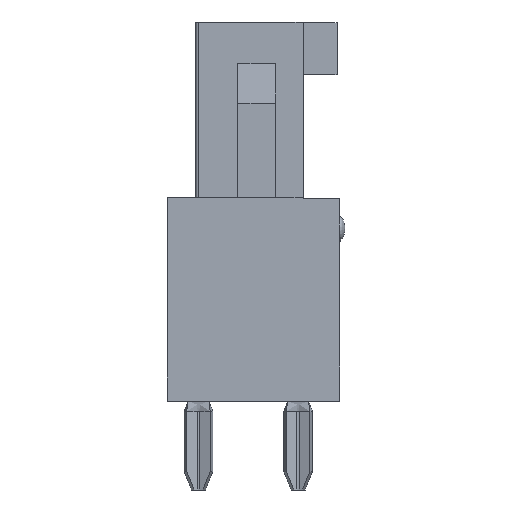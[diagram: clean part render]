
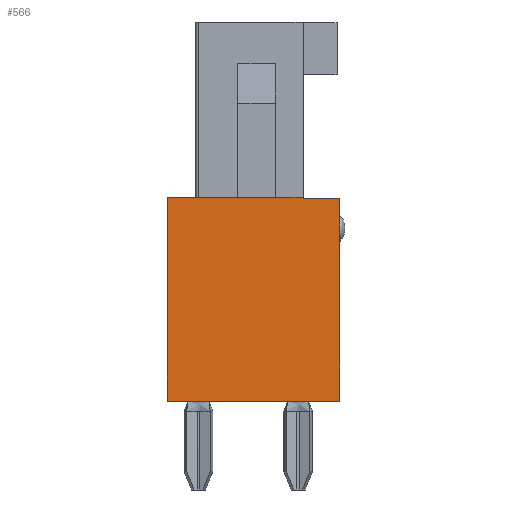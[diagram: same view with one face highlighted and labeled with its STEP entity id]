
A CAD part, left-side view. The second image highlights one B-rep face of the part: STEP entity #566.
In plain terms, the highlighted planar face has unit normal (-1, 0, 0).
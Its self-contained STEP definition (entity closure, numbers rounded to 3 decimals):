
#566 = ADVANCED_FACE( '', ( #1259 ), #1260, .F. );
#1259 = FACE_OUTER_BOUND( '', #2123, .T. );
#1260 = PLANE( '', #2124 );
#2123 = EDGE_LOOP( '', ( #3823, #3824, #3825, #3826, #3827, #3828, #3829, #3830, #3831, #3832, #3833, #3834 ) );
#2124 = AXIS2_PLACEMENT_3D( '', #3835, #3836, #3837 );
#3823 = ORIENTED_EDGE( '', *, *, #5762, .F. );
#3824 = ORIENTED_EDGE( '', *, *, #5865, .T. );
#3825 = ORIENTED_EDGE( '', *, *, #5866, .F. );
#3826 = ORIENTED_EDGE( '', *, *, #5867, .T. );
#3827 = ORIENTED_EDGE( '', *, *, #5868, .F. );
#3828 = ORIENTED_EDGE( '', *, *, #5625, .F. );
#3829 = ORIENTED_EDGE( '', *, *, #5869, .F. );
#3830 = ORIENTED_EDGE( '', *, *, #5870, .F. );
#3831 = ORIENTED_EDGE( '', *, *, #5871, .F. );
#3832 = ORIENTED_EDGE( '', *, *, #5872, .F. );
#3833 = ORIENTED_EDGE( '', *, *, #5789, .F. );
#3834 = ORIENTED_EDGE( '', *, *, #5733, .F. );
#3835 = CARTESIAN_POINT( '', ( -4.205, 0., 0. ) );
#3836 = DIRECTION( '', ( 1., 0., 0. ) );
#3837 = DIRECTION( '', ( 0., 0., -1. ) );
#5625 = EDGE_CURVE( '', #6879, #6880, #6881, .T. );
#5733 = EDGE_CURVE( '', #7050, #7052, #7053, .T. );
#5762 = EDGE_CURVE( '', #7094, #7050, #7096, .T. );
#5789 = EDGE_CURVE( '', #7052, #7140, #7141, .T. );
#5865 = EDGE_CURVE( '', #7094, #7255, #7256, .F. );
#5866 = EDGE_CURVE( '', #7257, #7255, #7258, .T. );
#5867 = EDGE_CURVE( '', #7257, #7259, #7260, .F. );
#5868 = EDGE_CURVE( '', #6880, #7259, #7261, .T. );
#5869 = EDGE_CURVE( '', #7262, #6879, #7263, .T. );
#5870 = EDGE_CURVE( '', #7264, #7262, #7265, .T. );
#5871 = EDGE_CURVE( '', #7266, #7264, #7267, .T. );
#5872 = EDGE_CURVE( '', #7140, #7266, #7268, .T. );
#6879 = VERTEX_POINT( '', #8614 );
#6880 = VERTEX_POINT( '', #8615 );
#6881 = LINE( '', #8616, #8617 );
#7050 = VERTEX_POINT( '', #8867 );
#7052 = VERTEX_POINT( '', #8870 );
#7053 = LINE( '', #8871, #8872 );
#7094 = VERTEX_POINT( '', #8934 );
#7096 = LINE( '', #8937, #8938 );
#7140 = VERTEX_POINT( '', #9003 );
#7141 = LINE( '', #9004, #9005 );
#7255 = VERTEX_POINT( '', #9182 );
#7256 = CIRCLE( '', #9183, 0.02 );
#7257 = VERTEX_POINT( '', #9184 );
#7258 = LINE( '', #9185, #9186 );
#7259 = VERTEX_POINT( '', #9187 );
#7260 = CIRCLE( '', #9188, 0.02 );
#7261 = LINE( '', #9189, #9190 );
#7262 = VERTEX_POINT( '', #9191 );
#7263 = LINE( '', #9192, #9193 );
#7264 = VERTEX_POINT( '', #9194 );
#7265 = LINE( '', #9195, #9196 );
#7266 = VERTEX_POINT( '', #9197 );
#7267 = LINE( '', #9198, #9199 );
#7268 = LINE( '', #9200, #9201 );
#8614 = CARTESIAN_POINT( '', ( -4.205, -3.3, 3.85 ) );
#8615 = CARTESIAN_POINT( '', ( -4.205, -3.3, 2.25 ) );
#8616 = CARTESIAN_POINT( '', ( -4.205, -3.3, 3.9 ) );
#8617 = VECTOR( '', #10242, 1000. );
#8867 = CARTESIAN_POINT( '', ( -4.205, -3.3, 2.2 ) );
#8870 = CARTESIAN_POINT( '', ( -4.205, -3.3, -3.9 ) );
#8871 = CARTESIAN_POINT( '', ( -4.205, -3.3, 3.9 ) );
#8872 = VECTOR( '', #10364, 1000. );
#8934 = CARTESIAN_POINT( '', ( -4.205, -3.31, 2.2 ) );
#8937 = CARTESIAN_POINT( '', ( -4.205, -3.33, 2.2 ) );
#8938 = VECTOR( '', #10387, 1000. );
#9003 = CARTESIAN_POINT( '', ( -4.205, 3.3, -3.9 ) );
#9004 = CARTESIAN_POINT( '', ( -4.205, -3.3, -3.9 ) );
#9005 = VECTOR( '', #10412, 1000. );
#9182 = CARTESIAN_POINT( '', ( -4.205, -3.33, 2.22 ) );
#9183 = AXIS2_PLACEMENT_3D( '', #10473, #10474, #10475 );
#9184 = CARTESIAN_POINT( '', ( -4.205, -3.33, 2.23 ) );
#9185 = CARTESIAN_POINT( '', ( -4.205, -3.33, 2.25 ) );
#9186 = VECTOR( '', #10476, 1000. );
#9187 = CARTESIAN_POINT( '', ( -4.205, -3.31, 2.25 ) );
#9188 = AXIS2_PLACEMENT_3D( '', #10477, #10478, #10479 );
#9189 = CARTESIAN_POINT( '', ( -4.205, -3.3, 2.25 ) );
#9190 = VECTOR( '', #10480, 1000. );
#9191 = CARTESIAN_POINT( '', ( -4.205, -1.9, 3.85 ) );
#9192 = CARTESIAN_POINT( '', ( -4.205, 0., 3.85 ) );
#9193 = VECTOR( '', #10481, 1000. );
#9194 = CARTESIAN_POINT( '', ( -4.205, -1.9, 3.9 ) );
#9195 = CARTESIAN_POINT( '', ( -4.205, -1.9, 0. ) );
#9196 = VECTOR( '', #10482, 1000. );
#9197 = CARTESIAN_POINT( '', ( -4.205, 3.3, 3.9 ) );
#9198 = CARTESIAN_POINT( '', ( -4.205, 3.3, 3.9 ) );
#9199 = VECTOR( '', #10483, 1000. );
#9200 = CARTESIAN_POINT( '', ( -4.205, 3.3, -3.9 ) );
#9201 = VECTOR( '', #10484, 1000. );
#10242 = DIRECTION( '', ( 0., 0., -1. ) );
#10364 = DIRECTION( '', ( 0., 0., -1. ) );
#10387 = DIRECTION( '', ( 0., 1., 0. ) );
#10412 = DIRECTION( '', ( 0., 1., 0. ) );
#10473 = CARTESIAN_POINT( '', ( -4.205, -3.31, 2.22 ) );
#10474 = DIRECTION( '', ( 1., 0., 0. ) );
#10475 = DIRECTION( '', ( 0., 0., -1. ) );
#10476 = DIRECTION( '', ( 0., 0., -1. ) );
#10477 = CARTESIAN_POINT( '', ( -4.205, -3.31, 2.23 ) );
#10478 = DIRECTION( '', ( 1., 0., 0. ) );
#10479 = DIRECTION( '', ( 0., 0., -1. ) );
#10480 = DIRECTION( '', ( 0., -1., 0. ) );
#10481 = DIRECTION( '', ( 0., -1., 0. ) );
#10482 = DIRECTION( '', ( 0., 0., -1. ) );
#10483 = DIRECTION( '', ( 0., -1., 0. ) );
#10484 = DIRECTION( '', ( 0., 0., 1. ) );
